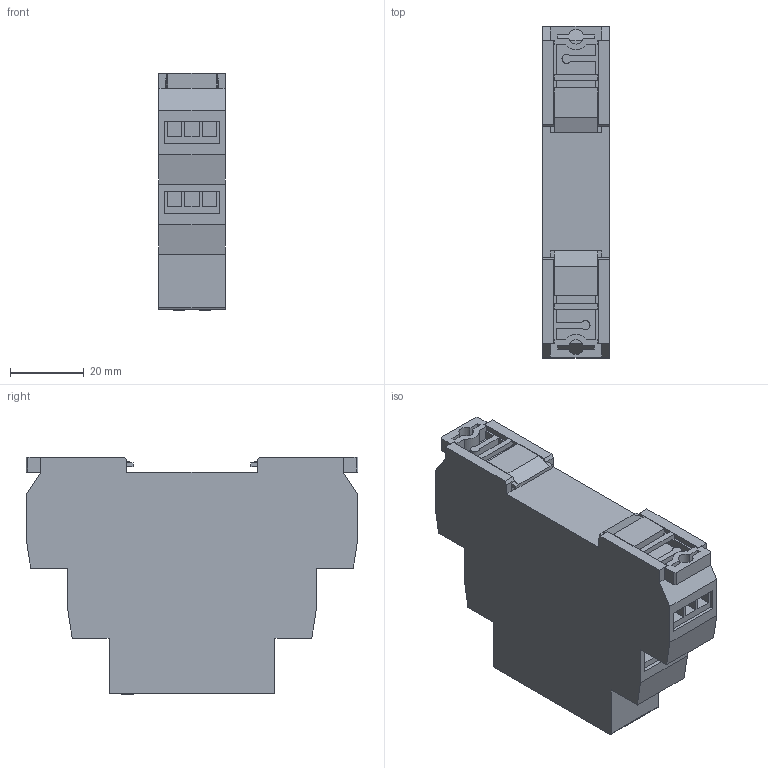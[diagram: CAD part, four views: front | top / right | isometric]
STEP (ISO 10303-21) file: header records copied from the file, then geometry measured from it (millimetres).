
FILE_DESCRIPTION (( 'STEP AP214' ), '1' );
FILE_NAME ('ORF-04-220-460VAC Ðåëå ôàç ORF 04. 3ô 220-460 Â AC IEK(2).STEP', '2021-12-09T08:22:33', ( '' ), ( '' ), 'SwSTEP 2.0', 'SolidWorks 2017', '' );
FILE_SCHEMA (( 'AUTOMOTIVE_DESIGN' ));
Length unit declared in the file: millimetre
Products named in the file (1): ORF-04-220-460VAC Ðåëå ôàç ORF 04. 3ô 220-460 Â AC IEK(2)
Bounding box: 18 x 90 x 64.3 mm (x, y, z)
Volume: 76253.5 mm3; surface area: 18609.1 mm2
Topology: 1 solids, 2 shells, 767 faces, 2074 edges, 1354 vertices
Faces by surface type: plane 644, bspline 68, cylinder 55
Entity records: 27494 total; most frequent: CARTESIAN_POINT 8472, ORIENTED_EDGE 4148, DIRECTION 3508, EDGE_CURVE 2074, LINE 1768, VECTOR 1768, VERTEX_POINT 1354, AXIS2_PLACEMENT_3D 870
